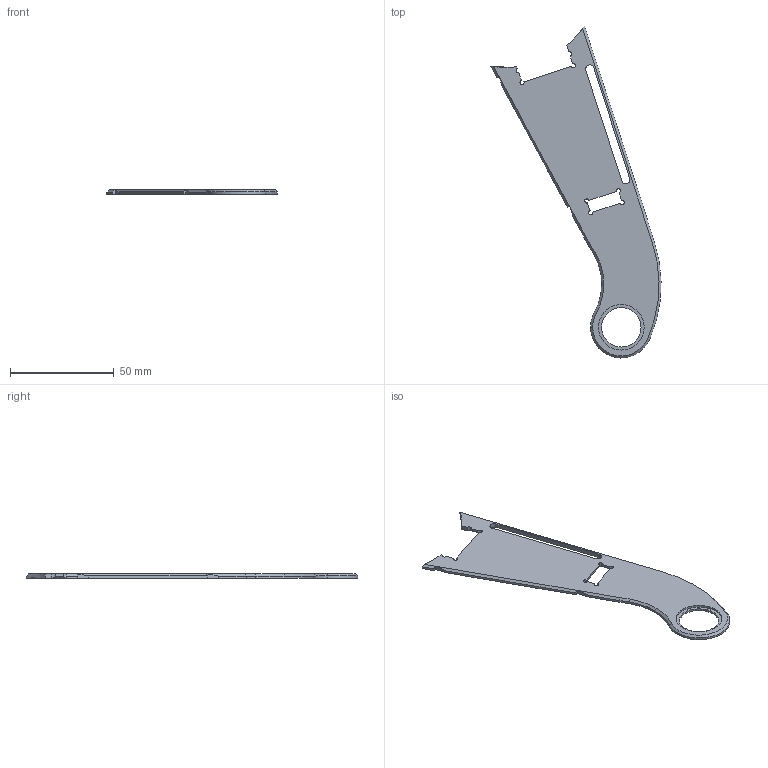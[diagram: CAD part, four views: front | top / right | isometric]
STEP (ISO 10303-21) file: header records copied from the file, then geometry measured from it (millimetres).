
FILE_DESCRIPTION (( 'STEP AP214' ), '1' );
FILE_NAME ('囀耜抯啣2.STEP', '2023-04-09T12:17:06', ( '' ), ( '' ), 'SwSTEP 2.0', 'SolidWorks 2021', '' );
FILE_SCHEMA (( 'AUTOMOTIVE_DESIGN' ));
Length unit declared in the file: millimetre
Products named in the file (1): 囀耜抯啣2
Bounding box: 81.97 x 159.92 x 2 mm (x, y, z)
Volume: 8801.1 mm3; surface area: 10184 mm2
Topology: 1 solids, 1 shells, 74 faces, 207 edges, 136 vertices
Faces by surface type: plane 34, cylinder 32, cone 5, bspline 3
Entity records: 2599 total; most frequent: CARTESIAN_POINT 677, ORIENTED_EDGE 414, DIRECTION 384, EDGE_CURVE 207, VERTEX_POINT 136, AXIS2_PLACEMENT_3D 136, VECTOR 112, LINE 112
